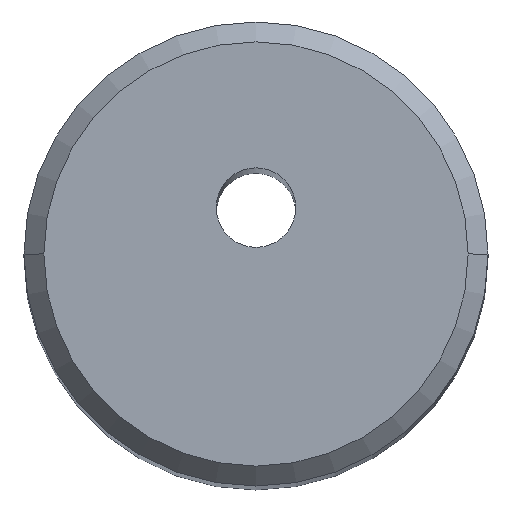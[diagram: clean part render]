
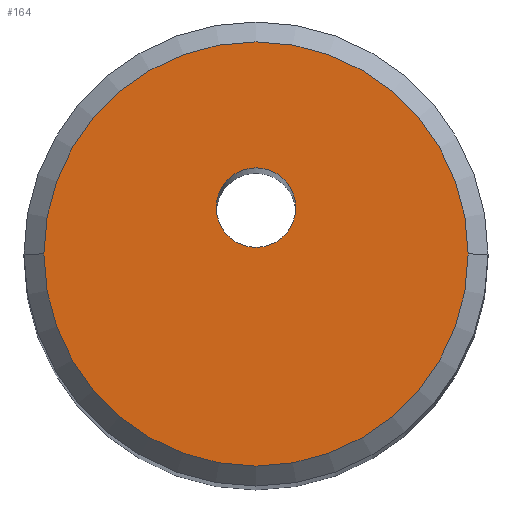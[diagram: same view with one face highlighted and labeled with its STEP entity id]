
A CAD part, top view. The second image highlights one B-rep face of the part: STEP entity #164.
In plain terms, the highlighted planar face has unit normal (0, 0, 1).
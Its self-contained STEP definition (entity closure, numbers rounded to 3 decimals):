
#156=EDGE_CURVE('NONE',#314,#218,#429,.T.);
#158=VERTEX_POINT('NONE',#431);
#164=ADVANCED_FACE('NONE',(#437,#438),#439,.F.);
#198=VERTEX_POINT('NONE',#477);
#218=VERTEX_POINT('NONE',#501);
#230=EDGE_CURVE('NONE',#218,#314,#513,.T.);
#314=VERTEX_POINT('NONE',#605);
#376=EDGE_CURVE('NONE',#198,#158,#670,.T.);
#382=EDGE_CURVE('NONE',#158,#198,#677,.T.);
#429=CIRCLE('',#719,0.6);
#431=CARTESIAN_POINT('',(3.2,0.,0.0));
#437=FACE_OUTER_BOUND('',#727,.T.);
#438=FACE_BOUND('',#728,.T.);
#439=PLANE('',#729);
#477=CARTESIAN_POINT('',(-3.2,0.,0.0));
#501=CARTESIAN_POINT('',(0.6,0.7,0.0));
#513=CIRCLE('',#896,0.6);
#605=CARTESIAN_POINT('',(-0.6,0.7,0.0));
#670=CIRCLE('',#1176,3.2);
#677=CIRCLE('',#1195,3.2);
#719=AXIS2_PLACEMENT_3D('',#1279,#1280,#1281);
#727=EDGE_LOOP('',(#1283,#1284));
#728=EDGE_LOOP('',(#1285,#1286));
#729=AXIS2_PLACEMENT_3D('',#1287,#1288,#1289);
#896=AXIS2_PLACEMENT_3D('',#1373,#1374,#1375);
#1176=AXIS2_PLACEMENT_3D('',#1524,#1525,#1526);
#1195=AXIS2_PLACEMENT_3D('',#1536,#1537,#1538);
#1279=CARTESIAN_POINT('',(0.,0.7,0.0));
#1280=DIRECTION('',(0.0,0.0,1.0));
#1281=DIRECTION('',(1.0,0.,-0.0));
#1283=ORIENTED_EDGE('',*,*,#376,.T.);
#1284=ORIENTED_EDGE('',*,*,#382,.T.);
#1285=ORIENTED_EDGE('',*,*,#230,.F.);
#1286=ORIENTED_EDGE('',*,*,#156,.F.);
#1287=CARTESIAN_POINT('',(0.0,0.0,0.0));
#1288=DIRECTION('',(0.0,0.0,-1.0));
#1289=DIRECTION('',(-1.0,0.0,0.0));
#1373=CARTESIAN_POINT('',(0.,0.7,0.0));
#1374=DIRECTION('',(0.0,0.0,1.0));
#1375=DIRECTION('',(1.0,0.,-0.0));
#1524=CARTESIAN_POINT('',(0.0,0.0,0.0));
#1525=DIRECTION('',(0.0,0.0,1.0));
#1526=DIRECTION('',(-1.0,0.,0.0));
#1536=CARTESIAN_POINT('',(0.0,0.0,0.0));
#1537=DIRECTION('',(0.0,0.0,1.0));
#1538=DIRECTION('',(-1.0,0.,0.0));
